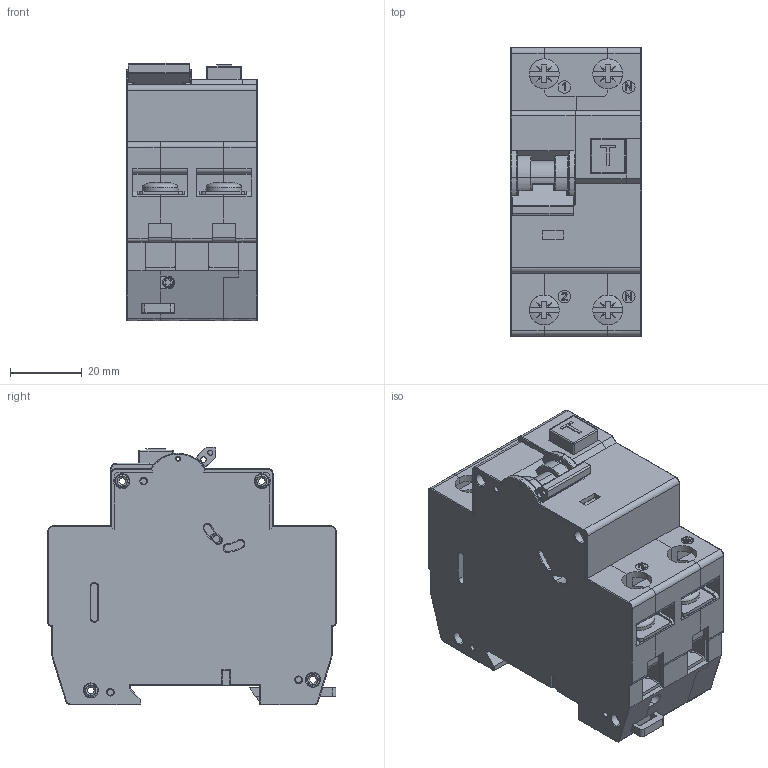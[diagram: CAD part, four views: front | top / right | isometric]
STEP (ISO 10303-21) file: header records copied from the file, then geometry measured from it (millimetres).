
FILE_DESCRIPTION (( 'STEP AP203' ), '1' );
FILE_NAME ('Äèô. àâòîìàò 6…63À 10…300ìÀ õ-êà B(C) ýë. òèï A(ÀÑ) 6êÀ ÀÂÄÒ-63 EKF PROxima (DA63-6…63-10…300e(em)-AC).STEP', '2024-08-06T08:49:28', ( '' ), ( '' ), 'SwSTEP 2.0', 'SolidWorks 2021', '' );
FILE_SCHEMA (( 'CONFIG_CONTROL_DESIGN' ));
Length unit declared in the file: millimetre
Products named in the file (1): Äèô. àâòîìàò 6…63À 10…300ìÀ õ-êà B(C) ýë. òèï A(ÀÑ) 6êÀ ÀÂÄÒ-63 EKF PROxima (DA63-6…63-10…300e(em)-AC)
Bounding box: 36.5 x 80.6 x 72 mm (x, y, z)
Volume: 151727.4 mm3; surface area: 40829.5 mm2
Topology: 30 solids, 30 shells, 1210 faces, 3180 edges, 2026 vertices
Faces by surface type: plane 671, cylinder 340, bspline 161, torus 32, cone 6
Entity records: 46560 total; most frequent: CARTESIAN_POINT 17602, ORIENTED_EDGE 6352, DIRECTION 5401, EDGE_CURVE 3176, VERTEX_POINT 2026, LINE 1873, VECTOR 1873, AXIS2_PLACEMENT_3D 1764
